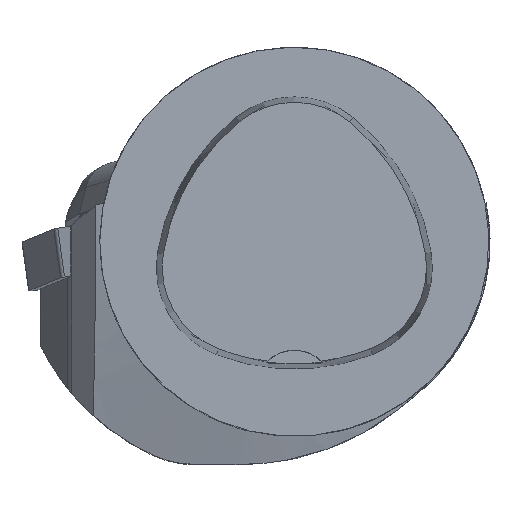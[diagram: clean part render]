
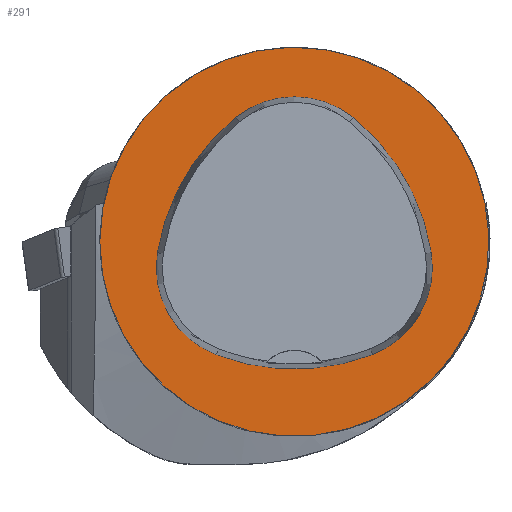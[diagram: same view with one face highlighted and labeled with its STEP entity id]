
A CAD part, top view. The second image highlights one B-rep face of the part: STEP entity #291.
In plain terms, the highlighted planar face has unit normal (0, 0, 1).
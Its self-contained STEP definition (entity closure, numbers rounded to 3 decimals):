
#291=ADVANCED_FACE('',(#718,#719),#368,.T.);
#368=PLANE('',#1972);
#718=FACE_BOUND('',#767,.T.);
#719=FACE_BOUND('',#768,.T.);
#767=EDGE_LOOP('',(#1058,#1059,#1060,#1061,#1062,#1063));
#768=EDGE_LOOP('',(#1064));
#1058=ORIENTED_EDGE('',*,*,#1648,.T.);
#1059=ORIENTED_EDGE('',*,*,#1628,.T.);
#1060=ORIENTED_EDGE('',*,*,#1632,.T.);
#1061=ORIENTED_EDGE('',*,*,#1635,.T.);
#1062=ORIENTED_EDGE('',*,*,#1638,.T.);
#1063=ORIENTED_EDGE('',*,*,#1646,.T.);
#1064=ORIENTED_EDGE('',*,*,#1619,.F.);
#1424=VERTEX_POINT('',#2953);
#1433=VERTEX_POINT('',#2972);
#1434=VERTEX_POINT('',#2973);
#1437=VERTEX_POINT('',#2981);
#1439=VERTEX_POINT('',#2987);
#1441=VERTEX_POINT('',#2993);
#1448=VERTEX_POINT('',#3014);
#1619=EDGE_CURVE('',#1424,#1424,#1764,.T.);
#1628=EDGE_CURVE('',#1433,#1434,#1765,.T.);
#1632=EDGE_CURVE('',#1434,#1437,#1767,.T.);
#1635=EDGE_CURVE('',#1437,#1439,#1769,.T.);
#1638=EDGE_CURVE('',#1439,#1441,#1771,.T.);
#1646=EDGE_CURVE('',#1441,#1448,#1775,.T.);
#1648=EDGE_CURVE('',#1448,#1433,#1777,.T.);
#1764=CIRCLE('',#1944,25.);
#1765=CIRCLE('',#1950,28.);
#1767=CIRCLE('',#1953,12.);
#1769=CIRCLE('',#1956,28.);
#1771=CIRCLE('',#1959,12.);
#1775=CIRCLE('',#1964,28.);
#1777=CIRCLE('',#1967,12.);
#1944=AXIS2_PLACEMENT_3D('',#2952,#2270,#2271);
#1950=AXIS2_PLACEMENT_3D('',#2971,#2286,#2287);
#1953=AXIS2_PLACEMENT_3D('',#2980,#2294,#2295);
#1956=AXIS2_PLACEMENT_3D('',#2986,#2301,#2302);
#1959=AXIS2_PLACEMENT_3D('',#2992,#2308,#2309);
#1964=AXIS2_PLACEMENT_3D('',#3015,#2320,#2321);
#1967=AXIS2_PLACEMENT_3D('',#3018,#2326,#2327);
#1972=AXIS2_PLACEMENT_3D('',#3023,#2336,#2337);
#2270=DIRECTION('',(0.,0.,-1.));
#2271=DIRECTION('',(-1.,0.,0.));
#2286=DIRECTION('',(0.,0.,-1.));
#2287=DIRECTION('',(-1.,0.,0.));
#2294=DIRECTION('',(0.,0.,-1.));
#2295=DIRECTION('',(-1.,0.,0.));
#2301=DIRECTION('',(0.,0.,-1.));
#2302=DIRECTION('',(-1.,0.,0.));
#2308=DIRECTION('',(0.,0.,-1.));
#2309=DIRECTION('',(-1.,0.,0.));
#2320=DIRECTION('',(0.,0.,-1.));
#2321=DIRECTION('',(-1.,0.,0.));
#2326=DIRECTION('',(0.,0.,-1.));
#2327=DIRECTION('',(-1.,0.,0.));
#2336=DIRECTION('',(0.,0.,1.));
#2337=DIRECTION('',(1.,0.,0.));
#2952=CARTESIAN_POINT('',(0.,0.,0.));
#2953=CARTESIAN_POINT('',(-25.,0.,0.));
#2971=CARTESIAN_POINT('',(10.068,-5.824,0.));
#2972=CARTESIAN_POINT('',(-17.584,-1.424,0.));
#2973=CARTESIAN_POINT('',(-7.531,15.953,0.));
#2980=CARTESIAN_POINT('',(0.011,6.62,0.));
#2981=CARTESIAN_POINT('',(7.567,15.942,0.));
#2986=CARTESIAN_POINT('',(-10.063,-5.81,0.));
#2987=CARTESIAN_POINT('',(17.59,-1.418,0.));
#2992=CARTESIAN_POINT('',(5.739,-3.3,0.));
#2993=CARTESIAN_POINT('',(10.05,-14.499,0.));
#3014=CARTESIAN_POINT('',(-10.025,-14.516,0.));
#3015=CARTESIAN_POINT('',(-0.01,11.631,0.));
#3018=CARTESIAN_POINT('',(-5.733,-3.31,0.));
#3023=CARTESIAN_POINT('',(0.,0.,0.));
